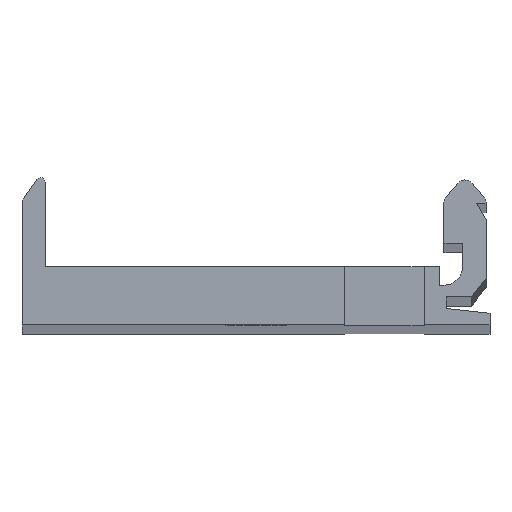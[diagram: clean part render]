
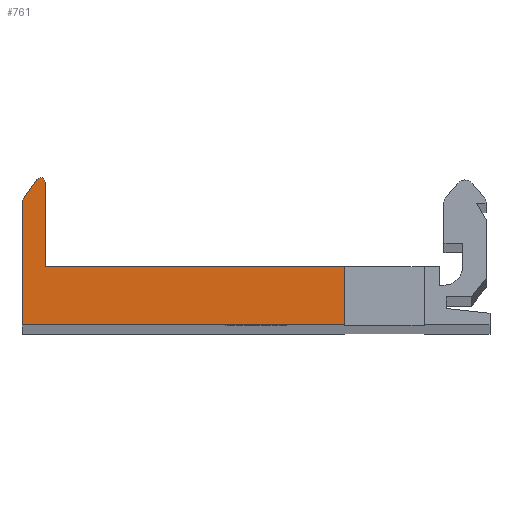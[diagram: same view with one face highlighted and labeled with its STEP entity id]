
A CAD part, top view. The second image highlights one B-rep face of the part: STEP entity #761.
In plain terms, the highlighted planar face has unit normal (0, 0, 1).
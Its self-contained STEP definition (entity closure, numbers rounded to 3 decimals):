
#45=DIRECTION('',(0.,1.,0.));
#46=VECTOR('',#45,3.6);
#47=CARTESIAN_POINT('',(1.,2.5,115.175));
#48=LINE('',#47,#46);
#75=DIRECTION('',(0.,1.,0.));
#76=VECTOR('',#75,2.5);
#77=CARTESIAN_POINT('',(13.8,0.,115.175));
#78=LINE('',#77,#76);
#79=DIRECTION('',(0.,1.,0.));
#80=VECTOR('',#79,5.3);
#81=CARTESIAN_POINT('',(0.,0.,115.175));
#82=LINE('',#81,#80);
#83=CARTESIAN_POINT('',(0.8,6.1,115.175));
#84=DIRECTION('',(0.,0.,1.));
#85=DIRECTION('',(1.,0.,0.));
#86=AXIS2_PLACEMENT_3D('',#83,#84,#85);
#140=DIRECTION('',(1.,0.,0.));
#141=VECTOR('',#140,13.8);
#142=CARTESIAN_POINT('',(0.,0.,115.175));
#143=LINE('',#142,#141);
#192=DIRECTION('',(1.,0.,0.));
#193=VECTOR('',#192,12.8);
#194=CARTESIAN_POINT('',(1.,2.5,115.175));
#195=LINE('',#194,#193);
#282=DIRECTION('',(-0.571,-0.821,0.));
#283=VECTOR('',#282,1.114);
#284=CARTESIAN_POINT('',(0.636,6.214,115.175));
#285=LINE('',#284,#283);
#533=CARTESIAN_POINT('',(0.,0.,115.175));
#534=VERTEX_POINT('',#533);
#559=CARTESIAN_POINT('',(0.636,6.214,115.175));
#560=CARTESIAN_POINT('',(0.,5.3,115.175));
#561=VERTEX_POINT('',#559);
#562=VERTEX_POINT('',#560);
#583=CARTESIAN_POINT('',(1.,6.1,115.175));
#584=VERTEX_POINT('',#583);
#589=CARTESIAN_POINT('',(1.,2.5,115.175));
#590=VERTEX_POINT('',#589);
#661=CARTESIAN_POINT('',(13.8,0.,115.175));
#662=VERTEX_POINT('',#661);
#669=CARTESIAN_POINT('',(13.8,2.5,115.175));
#670=VERTEX_POINT('',#669);
#741=CARTESIAN_POINT('',(-2.002,6.5,115.175));
#742=DIRECTION('',(0.,0.,-1.));
#743=DIRECTION('',(0.,-1.,0.));
#744=AXIS2_PLACEMENT_3D('',#741,#742,#743);
#745=PLANE('',#744);
#747=ORIENTED_EDGE('',*,*,#746,.F.);
#749=ORIENTED_EDGE('',*,*,#748,.F.);
#751=ORIENTED_EDGE('',*,*,#750,.T.);
#753=ORIENTED_EDGE('',*,*,#752,.F.);
#755=ORIENTED_EDGE('',*,*,#754,.F.);
#756=ORIENTED_EDGE('',*,*,#676,.F.);
#758=ORIENTED_EDGE('',*,*,#757,.T.);
#759=EDGE_LOOP('',(#747,#749,#751,#753,#755,#756,#758));
#760=FACE_OUTER_BOUND('',#759,.F.);
#761=ADVANCED_FACE('',(#760),#745,.F.);
#87=CIRCLE('',#86,0.2);
#676=EDGE_CURVE('',#590,#584,#48,.T.);
#746=EDGE_CURVE('',#662,#670,#78,.T.);
#748=EDGE_CURVE('',#534,#662,#143,.T.);
#750=EDGE_CURVE('',#534,#562,#82,.T.);
#752=EDGE_CURVE('',#561,#562,#285,.T.);
#754=EDGE_CURVE('',#584,#561,#87,.T.);
#757=EDGE_CURVE('',#590,#670,#195,.T.);
